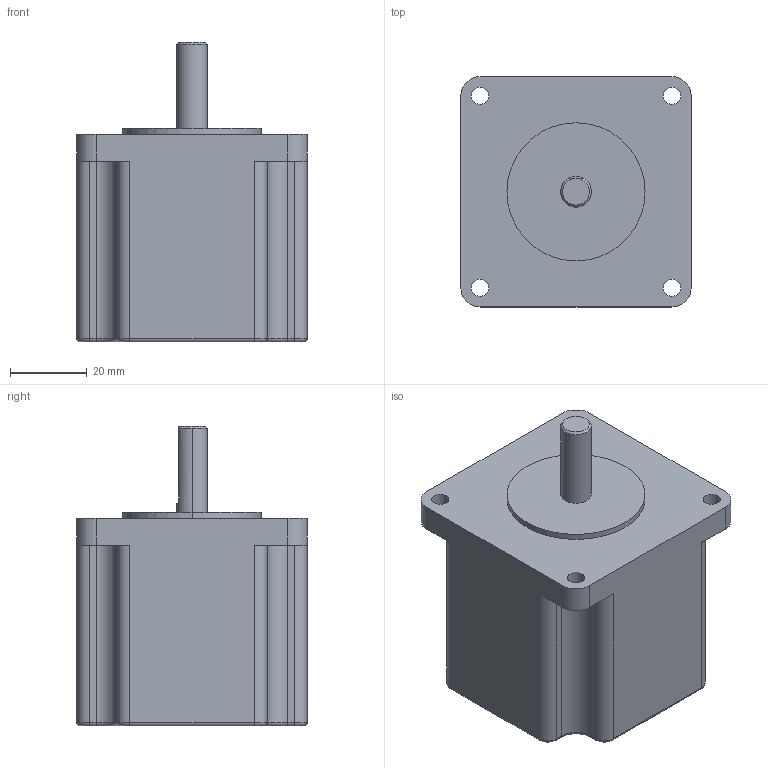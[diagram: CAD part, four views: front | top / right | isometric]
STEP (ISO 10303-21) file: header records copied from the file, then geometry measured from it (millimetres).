
FILE_DESCRIPTION (( 'STEP AP214' ), '1' );
FILE_NAME ('KH6054-B9_2.STEP', '2017-08-28T01:11:44', ( 'Nidecservo' ), ( 'Microsoft' ), 'SwSTEP 2.0', 'SolidWorks 2014', '' );
FILE_SCHEMA (( 'AUTOMOTIVE_DESIGN' ));
Length unit declared in the file: millimetre
Products named in the file (1): KH6054-B9_2
Bounding box: 60 x 60 x 78 mm (x, y, z)
Volume: 176409.9 mm3; surface area: 19999.3 mm2
Topology: 1 solids, 1 shells, 77 faces, 192 edges, 119 vertices
Faces by surface type: cylinder 40, plane 22, torus 12, cone 3
Entity records: 2365 total; most frequent: DIRECTION 443, CARTESIAN_POINT 401, ORIENTED_EDGE 384, EDGE_CURVE 192, AXIS2_PLACEMENT_3D 175, VERTEX_POINT 119, CIRCLE 97, VECTOR 93
